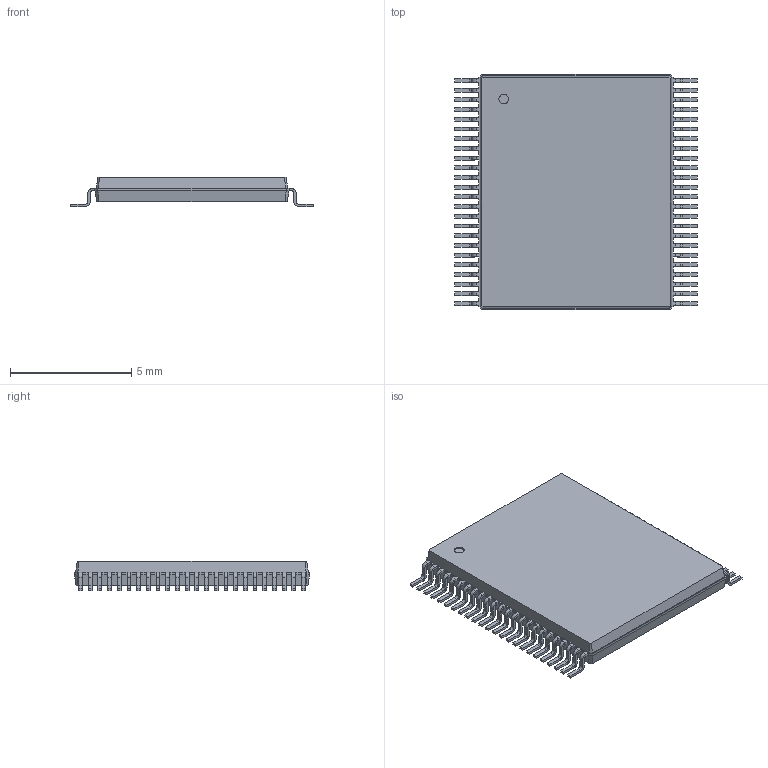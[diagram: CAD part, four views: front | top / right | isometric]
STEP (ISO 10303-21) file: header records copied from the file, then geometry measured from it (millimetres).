
FILE_DESCRIPTION(/* description */ ('model of TSSOP-48_8x9.7mm_P0.4mm'),/* implementation_level */ '2;1');
FILE_NAME(/* name */ 'TSSOP-48_8x9.7mm_P0.4mm.step',/* time_stamp */ '2020-02-14T17:16:52',/* author */ ('kicad StepUp','ksu'),/* organization */ ('FreeCAD'),/* preprocessor_version */ 'OCC',/* originating_system */ 'kicad StepUp',/* authorisation */ '');
FILE_SCHEMA(('AUTOMOTIVE_DESIGN { 1 0 10303 214 1 1 1 1 }'));
Length unit declared in the file: millimetre
Products named in the file (1): TSSOP_48_8x97mm_P04mm
Bounding box: 10 x 9.7 x 1.2 mm (x, y, z)
Volume: 76.8 mm3; surface area: 223.4 mm2
Topology: 1 solids, 1 shells, 756 faces, 2043 edges, 1290 vertices
Faces by surface type: plane 491, cylinder 193, bspline 72
Full cylindrical faces by diameter (mm): 0.4 x1
Entity records: 28599 total; most frequent: CARTESIAN_POINT 4338, ORIENTED_EDGE 4086, DIRECTION 3767, EDGE_CURVE 2043, LINE 1625, VECTOR 1625, VERTEX_POINT 1290, AXIS2_PLACEMENT_3D 1071
